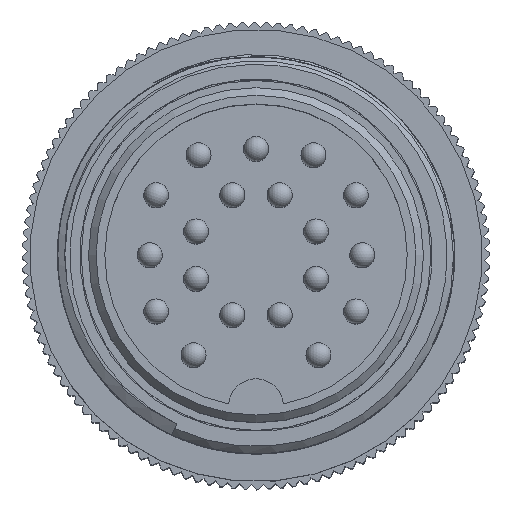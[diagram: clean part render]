
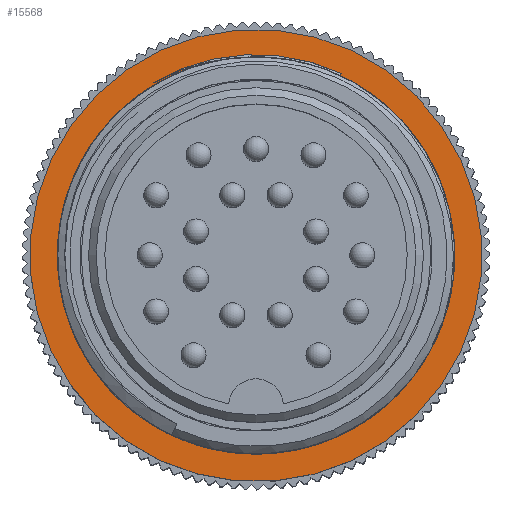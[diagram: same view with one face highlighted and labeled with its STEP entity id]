
A CAD part, top view. The second image highlights one B-rep face of the part: STEP entity #15568.
In plain terms, the highlighted planar face has unit normal (0, 0, 1).
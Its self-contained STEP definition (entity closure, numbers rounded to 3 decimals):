
#352 = EDGE_LOOP ( 'NONE', ( #1634, #10138, #7227, #16183 ) ) ;
#541 = AXIS2_PLACEMENT_3D ( 'NONE', #14876, #16169, #4674 ) ;
#795 = VERTEX_POINT ( 'NONE', #11368 ) ;
#829 = CARTESIAN_POINT ( 'NONE',  ( -3.043, 7.433, 23.5 ) ) ;
#860 = AXIS2_PLACEMENT_3D ( 'NONE', #15617, #9378, #4347 ) ;
#1253 = B_SPLINE_CURVE_WITH_KNOTS ( 'NONE', 3,
 ( #13636, #5968, #13437, #829, #5823, #9860 ),
 .UNSPECIFIED., .F., .F.,
 ( 4, 2, 4 ),
 ( 0.004, 0.006, 0.008 ),
 .UNSPECIFIED. ) ;
#1536 = PLANE ( 'NONE',  #9037 ) ;
#1634 = ORIENTED_EDGE ( 'NONE', *, *, #12324, .T. ) ;
#2065 = CARTESIAN_POINT ( 'NONE',  ( -1.698, 7.887, 23.5 ) ) ;
#2540 = EDGE_CURVE ( 'NONE', #795, #14820, #3158, .T. ) ;
#3158 = CIRCLE ( 'NONE', #541, 7.95 ) ;
#3345 = VECTOR ( 'NONE', #9030, 1000. ) ;
#3351 = CARTESIAN_POINT ( 'NONE',  ( 3.414, 7.28, 23.5 ) ) ;
#3441 = CARTESIAN_POINT ( 'NONE',  ( -3.838, 7.073, 23.5 ) ) ;
#3668 = CARTESIAN_POINT ( 'NONE',  ( -3.842, -8.194, 23.5 ) ) ;
#3696 = EDGE_LOOP ( 'NONE', ( #6474 ) ) ;
#3784 = CARTESIAN_POINT ( 'NONE',  ( 3.375, 7.198, 23.5 ) ) ;
#4122 = FACE_OUTER_BOUND ( 'NONE', #3696, .T. ) ;
#4347 = DIRECTION ( 'NONE',  ( -0.425, -0.905, 0. ) ) ;
#4618 = CARTESIAN_POINT ( 'NONE',  ( 0.905, 7.996, 23.5 ) ) ;
#4674 = DIRECTION ( 'NONE',  ( -0.425, -0.905, 0. ) ) ;
#4724 = CARTESIAN_POINT ( 'NONE',  ( 2.185, 7.765, 23.5 ) ) ;
#5823 = CARTESIAN_POINT ( 'NONE',  ( -3.599, 7.198, 23.5 ) ) ;
#5892 = CARTESIAN_POINT ( 'NONE',  ( 1.227, 7.953, 23.5 ) ) ;
#5968 = CARTESIAN_POINT ( 'NONE',  ( -1.327, 7.877, 23.5 ) ) ;
#6474 = ORIENTED_EDGE ( 'NONE', *, *, #15096, .F. ) ;
#6637 = DIRECTION ( 'NONE',  ( -0.425, -0.905, 0. ) ) ;
#7199 = CARTESIAN_POINT ( 'NONE',  ( -1.057, 7.998, 23.5 ) ) ;
#7227 = ORIENTED_EDGE ( 'NONE', *, *, #2540, .F. ) ;
#7674 = LINE ( 'NONE', #7805, #3345 ) ;
#7805 = CARTESIAN_POINT ( 'NONE',  ( 0., 0., 23.5 ) ) ;
#8415 = VERTEX_POINT ( 'NONE', #10794 ) ;
#8432 = CARTESIAN_POINT ( 'NONE',  ( -2.945, 7.489, 23.5 ) ) ;
#8912 = EDGE_CURVE ( 'NONE', #795, #10262, #1253, .T. ) ;
#9030 = DIRECTION ( 'NONE',  ( -0.425, -0.905, 0. ) ) ;
#9037 = AXIS2_PLACEMENT_3D ( 'NONE', #12969, #14256, #6637 ) ;
#9378 = DIRECTION ( 'NONE',  ( 0., 0., -1. ) ) ;
#9860 = CARTESIAN_POINT ( 'NONE',  ( -4.121, 6.904, 23.5 ) ) ;
#10059 = FACE_BOUND ( 'NONE', #352, .T. ) ;
#10138 = ORIENTED_EDGE ( 'NONE', *, *, #14991, .T. ) ;
#10262 = VERTEX_POINT ( 'NONE', #13504 ) ;
#10273 = CIRCLE ( 'NONE', #860, 9.05 ) ;
#10421 = B_SPLINE_CURVE_WITH_KNOTS ( 'NONE', 3,
 ( #11102, #3441, #16067, #8432, #12218, #2065, #7199, #11000, #12317, #4618, #5892, #4724, #14921, #3351 ),
 .UNSPECIFIED., .F., .F.,
 ( 4, 2, 2, 2, 2, 2, 4 ),
 ( 0., 0.001, 0.002, 0.004, 0.005, 0.006, 0.008 ),
 .UNSPECIFIED. ) ;
#10794 = CARTESIAN_POINT ( 'NONE',  ( 3.414, 7.28, 23.5 ) ) ;
#11000 = CARTESIAN_POINT ( 'NONE',  ( -0.073, 8.047, 23.5 ) ) ;
#11102 = CARTESIAN_POINT ( 'NONE',  ( -4.121, 6.904, 23.5 ) ) ;
#11368 = CARTESIAN_POINT ( 'NONE',  ( -0.729, 7.916, 23.5 ) ) ;
#12218 = CARTESIAN_POINT ( 'NONE',  ( -2.635, 7.604, 23.5 ) ) ;
#12317 = CARTESIAN_POINT ( 'NONE',  ( 0.256, 8.043, 23.5 ) ) ;
#12324 = EDGE_CURVE ( 'NONE', #10262, #8415, #10421, .T. ) ;
#12969 = CARTESIAN_POINT ( 'NONE',  ( 0., 0., 23.5 ) ) ;
#13181 = VERTEX_POINT ( 'NONE', #3668 ) ;
#13437 = CARTESIAN_POINT ( 'NONE',  ( -1.909, 7.772, 23.5 ) ) ;
#13504 = CARTESIAN_POINT ( 'NONE',  ( -4.121, 6.904, 23.5 ) ) ;
#13636 = CARTESIAN_POINT ( 'NONE',  ( -0.729, 7.916, 23.5 ) ) ;
#14256 = DIRECTION ( 'NONE',  ( 0., 0., 1. ) ) ;
#14820 = VERTEX_POINT ( 'NONE', #3784 ) ;
#14876 = CARTESIAN_POINT ( 'NONE',  ( 0., 0., 23.5 ) ) ;
#14921 = CARTESIAN_POINT ( 'NONE',  ( 2.817, 7.56, 23.5 ) ) ;
#14991 = EDGE_CURVE ( 'NONE', #8415, #14820, #7674, .T. ) ;
#15096 = EDGE_CURVE ( 'NONE', #13181, #13181, #10273, .T. ) ;
#15568 = ADVANCED_FACE ( 'NONE', ( #4122, #10059 ), #1536, .T. ) ;
#15617 = CARTESIAN_POINT ( 'NONE',  ( 0., 0., 23.5 ) ) ;
#16067 = CARTESIAN_POINT ( 'NONE',  ( -3.546, 7.224, 23.5 ) ) ;
#16169 = DIRECTION ( 'NONE',  ( 0., 0., 1. ) ) ;
#16183 = ORIENTED_EDGE ( 'NONE', *, *, #8912, .T. ) ;
